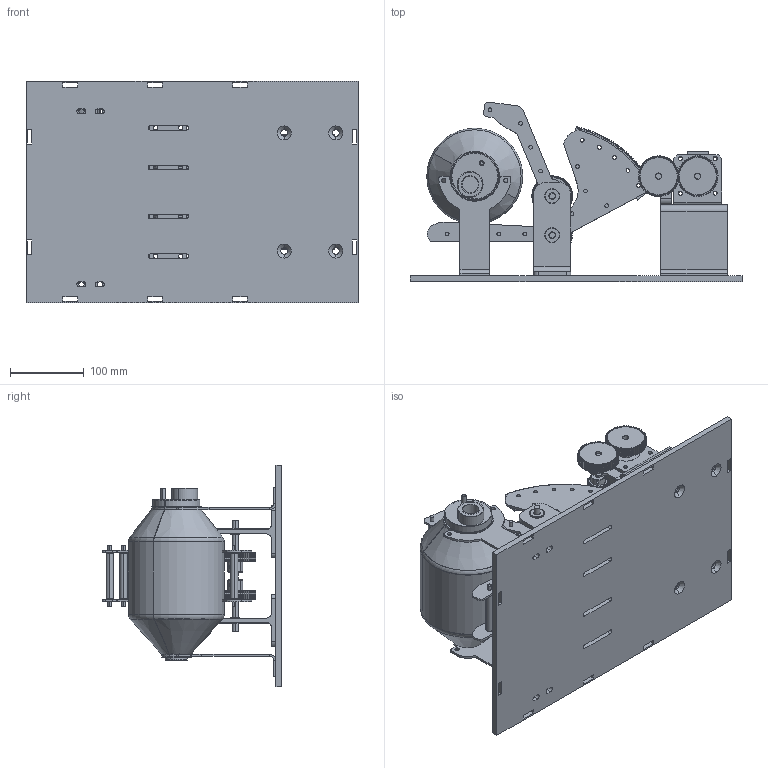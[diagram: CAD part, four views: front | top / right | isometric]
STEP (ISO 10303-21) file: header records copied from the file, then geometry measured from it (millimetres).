
FILE_DESCRIPTION (( 'STEP AP214' ), '1' );
FILE_NAME ('Assembly 23.03.2020.STEP', '2020-03-23T13:55:47', ( '' ), ( '' ), 'SwSTEP 2.0', 'SolidWorks 2017', '' );
FILE_SCHEMA (( 'AUTOMOTIVE_DESIGN' ));
Length unit declared in the file: millimetre
Products named in the file (20): ?????? 001; ?????? ?? ????? 1; ???????? ??????; ?????? - ?=8??, ????? PPE - 1 ????; ?????; ?? ?8; ?????? ?????? ????? - 1 ????, ?=3??, AISI304; Assembly 23.03.2020; ???????-?????; ?????? ? ????? ????? - Copy; Gear z=28, m=1, d=30 t=12mm; ????? ?????? z=53, m=1, d=55; Gear  m=1, z=75 section; ?????? 10; ?? f8 - 1; ?????? ? ????? ?????; Pivot Stand for second arm; plain bearing; ????? ?????? z=53, m=1, d=55__ ______; ????? ?????? ????
Assembly tree (47 placements, depth 2):
  Assembly 23.03.2020
    ?????? - ?=8??, ????? PPE - 1 ????
    ?????? ?????? ????? - 1 ????, ?=3??, AISI304
    ?????? ?? ????? 1
    ???????-?????
    ????? ?????? z=53, m=1, d=55  x4
    ?????? 001
    ?? ?8  x3
    ???????? ??????  x2
    Gear z=28, m=1, d=30 t=12mm  x2
    Pivot Stand for second arm  x2
    ????? ?????? ????  x2
    Gear  m=1, z=75 section  x2
    ????? ?????? z=53, m=1, d=55__ ______  x4
    plain bearing  x4
    ?????? 10  x2
    ?????? ? ????? ?????
    ?????? ? ????? ????? - Copy
    ?????
    ?? f8 - 1  x12
Bounding box: 450 x 243.46 x 300 mm (x, y, z)
Volume: 2230618.3 mm3; surface area: 899496.2 mm2
Topology: 47 solids, 48 shells, 3459 faces, 9674 edges, 6376 vertices
Faces by surface type: cylinder 2927, plane 392, cone 84, torus 56
Entity records: 47358 total; most frequent: DIRECTION 8822, CARTESIAN_POINT 8415, ORIENTED_EDGE 7656, EDGE_CURVE 3828, AXIS2_PLACEMENT_3D 3589, VERTEX_POINT 2510, CIRCLE 2160, VECTOR 1644
